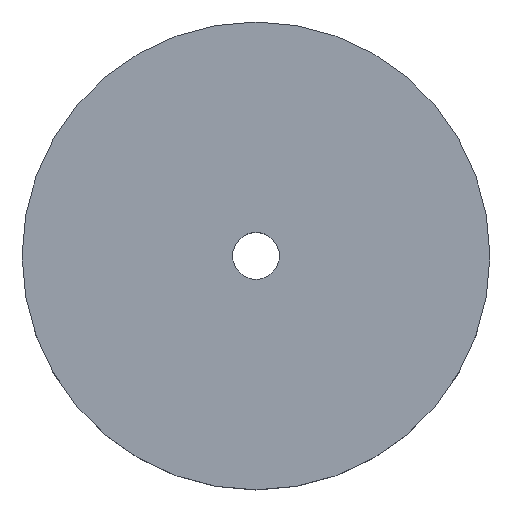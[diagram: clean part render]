
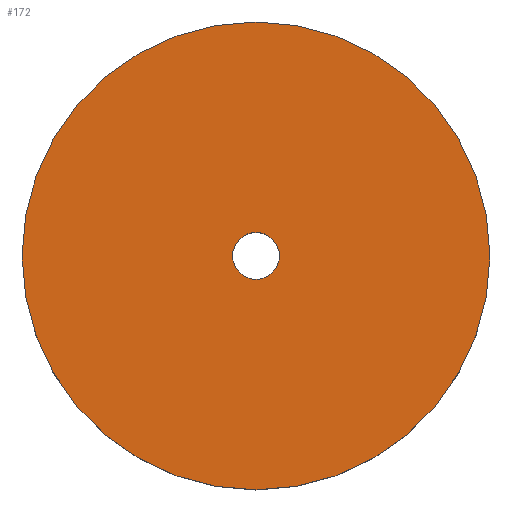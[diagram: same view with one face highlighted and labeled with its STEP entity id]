
A CAD part, top view. The second image highlights one B-rep face of the part: STEP entity #172.
In plain terms, the highlighted planar face has unit normal (0, 0, 1).
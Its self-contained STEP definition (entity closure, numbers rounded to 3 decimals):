
#42=CARTESIAN_POINT('Vertex',(25.4,0.,9.525)) ;
#56=CARTESIAN_POINT('Vertex',(-25.4,0.,9.525)) ;
#59=CARTESIAN_POINT('Axis2P3D Location',(0.,0.,9.525)) ;
#76=CARTESIAN_POINT('Axis2P3D Location',(0.,0.,9.525)) ;
#93=CARTESIAN_POINT('Axis2P3D Location',(0.,0.,9.525)) ;
#97=CARTESIAN_POINT('Vertex',(-2.54,0.,9.525)) ;
#99=CARTESIAN_POINT('Vertex',(2.54,0.,9.525)) ;
#128=CARTESIAN_POINT('Axis2P3D Location',(0.,0.,9.525)) ;
#159=CARTESIAN_POINT('Axis2P3D Location',(0.,0.,9.525)) ;
#60=DIRECTION('Axis2P3D Direction',(0.,0.,1.)) ;
#77=DIRECTION('Axis2P3D Direction',(0.,0.,1.)) ;
#94=DIRECTION('Axis2P3D Direction',(0.,0.,1.)) ;
#129=DIRECTION('Axis2P3D Direction',(0.,0.,1.)) ;
#160=DIRECTION('Axis2P3D Direction',(0.,0.,1.)) ;
#161=DIRECTION('Axis2P3D XDirection',(1.,0.,0.)) ;
#61=AXIS2_PLACEMENT_3D('Circle Axis2P3D',#59,#60,$) ;
#78=AXIS2_PLACEMENT_3D('Circle Axis2P3D',#76,#77,$) ;
#95=AXIS2_PLACEMENT_3D('Circle Axis2P3D',#93,#94,$) ;
#130=AXIS2_PLACEMENT_3D('Circle Axis2P3D',#128,#129,$) ;
#162=AXIS2_PLACEMENT_3D('Plane Axis2P3D',#159,#160,#161) ;
#62=CIRCLE('generated circle',#61,25.4) ;
#79=CIRCLE('generated circle',#78,25.4) ;
#96=CIRCLE('generated circle',#95,2.54) ;
#131=CIRCLE('generated circle',#130,2.54) ;
#163=PLANE('',#162) ;
#171=FACE_BOUND('',#168,.T.) ;
#63=EDGE_CURVE('',#43,#57,#62,.T.) ;
#80=EDGE_CURVE('',#57,#43,#79,.T.) ;
#101=EDGE_CURVE('',#98,#100,#96,.T.) ;
#132=EDGE_CURVE('',#100,#98,#131,.T.) ;
#165=ORIENTED_EDGE('',*,*,#63,.T.) ;
#166=ORIENTED_EDGE('',*,*,#80,.T.) ;
#169=ORIENTED_EDGE('',*,*,#101,.F.) ;
#170=ORIENTED_EDGE('',*,*,#132,.F.) ;
#164=EDGE_LOOP('',(#165,#166)) ;
#168=EDGE_LOOP('',(#169,#170)) ;
#43=VERTEX_POINT('',#42) ;
#57=VERTEX_POINT('',#56) ;
#98=VERTEX_POINT('',#97) ;
#100=VERTEX_POINT('',#99) ;
#172=ADVANCED_FACE('PartBody',(#167,#171),#163,.T.) ;
#167=FACE_OUTER_BOUND('',#164,.T.) ;
